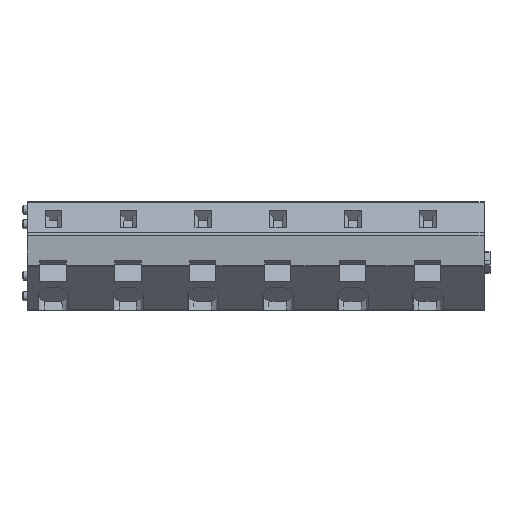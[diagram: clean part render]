
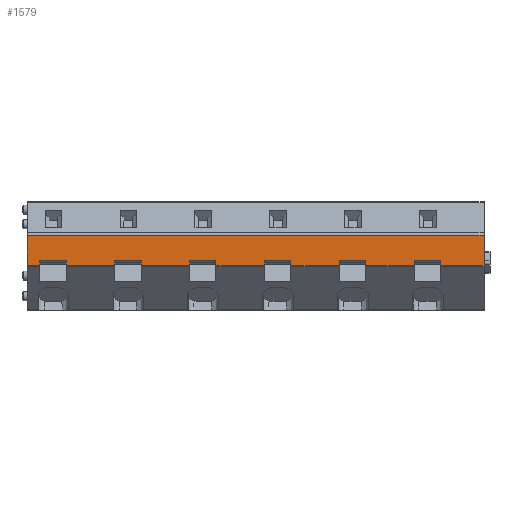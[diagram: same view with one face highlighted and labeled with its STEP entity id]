
A CAD part, top view. The second image highlights one B-rep face of the part: STEP entity #1579.
In plain terms, the highlighted planar face has unit normal (0, 0, 1).
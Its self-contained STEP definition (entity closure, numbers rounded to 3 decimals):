
#1414=AXIS2_PLACEMENT_3D('Plane Axis2P3D',#1411,#1412,#1413) ;
#1131=CARTESIAN_POINT('Vertex',(61.7,5.981,16.478)) ;
#1134=CARTESIAN_POINT('Line Origine',(5.,5.981,16.478)) ;
#1138=CARTESIAN_POINT('Vertex',(55.9,5.981,16.478)) ;
#1161=CARTESIAN_POINT('Line Origine',(5.,5.981,16.478)) ;
#1165=CARTESIAN_POINT('Vertex',(45.9,5.981,16.478)) ;
#1167=CARTESIAN_POINT('Vertex',(52.4,5.981,16.478)) ;
#1209=CARTESIAN_POINT('Vertex',(42.4,5.981,16.478)) ;
#1212=CARTESIAN_POINT('Line Origine',(5.,5.981,16.478)) ;
#1216=CARTESIAN_POINT('Vertex',(35.9,5.981,16.478)) ;
#1258=CARTESIAN_POINT('Vertex',(32.4,5.981,16.478)) ;
#1261=CARTESIAN_POINT('Line Origine',(5.,5.981,16.478)) ;
#1265=CARTESIAN_POINT('Vertex',(25.9,5.981,16.478)) ;
#1296=CARTESIAN_POINT('Vertex',(22.4,5.981,16.478)) ;
#1299=CARTESIAN_POINT('Line Origine',(5.,5.981,16.478)) ;
#1303=CARTESIAN_POINT('Vertex',(15.9,5.981,16.478)) ;
#1340=CARTESIAN_POINT('Vertex',(12.4,5.981,16.478)) ;
#1343=CARTESIAN_POINT('Line Origine',(5.,5.981,16.478)) ;
#1347=CARTESIAN_POINT('Vertex',(5.9,5.981,16.478)) ;
#1383=CARTESIAN_POINT('Vertex',(2.4,5.981,16.478)) ;
#1386=CARTESIAN_POINT('Line Origine',(5.,5.981,16.478)) ;
#1390=CARTESIAN_POINT('Vertex',(0.7,5.981,16.478)) ;
#1411=CARTESIAN_POINT('Axis2P3D Location',(0.,9.977,16.478)) ;
#1416=CARTESIAN_POINT('Line Origine',(12.4,6.311,16.478)) ;
#1420=CARTESIAN_POINT('Vertex',(12.4,6.642,16.478)) ;
#1423=CARTESIAN_POINT('Line Origine',(14.15,6.642,16.478)) ;
#1427=CARTESIAN_POINT('Vertex',(15.9,6.642,16.478)) ;
#1430=CARTESIAN_POINT('Line Origine',(15.9,6.311,16.478)) ;
#1435=CARTESIAN_POINT('Line Origine',(22.4,6.311,16.478)) ;
#1439=CARTESIAN_POINT('Vertex',(22.4,6.642,16.478)) ;
#1442=CARTESIAN_POINT('Line Origine',(24.15,6.642,16.478)) ;
#1446=CARTESIAN_POINT('Vertex',(25.9,6.642,16.478)) ;
#1449=CARTESIAN_POINT('Line Origine',(25.9,6.311,16.478)) ;
#1454=CARTESIAN_POINT('Line Origine',(32.4,6.311,16.478)) ;
#1458=CARTESIAN_POINT('Vertex',(32.4,6.642,16.478)) ;
#1461=CARTESIAN_POINT('Line Origine',(34.15,6.642,16.478)) ;
#1465=CARTESIAN_POINT('Vertex',(35.9,6.642,16.478)) ;
#1468=CARTESIAN_POINT('Line Origine',(35.9,6.311,16.478)) ;
#1473=CARTESIAN_POINT('Line Origine',(42.4,6.311,16.478)) ;
#1477=CARTESIAN_POINT('Vertex',(42.4,6.642,16.478)) ;
#1480=CARTESIAN_POINT('Line Origine',(44.15,6.642,16.478)) ;
#1484=CARTESIAN_POINT('Vertex',(45.9,6.642,16.478)) ;
#1487=CARTESIAN_POINT('Line Origine',(45.9,6.311,16.478)) ;
#1492=CARTESIAN_POINT('Line Origine',(52.4,6.311,16.478)) ;
#1496=CARTESIAN_POINT('Vertex',(52.4,6.642,16.478)) ;
#1499=CARTESIAN_POINT('Line Origine',(54.15,6.642,16.478)) ;
#1503=CARTESIAN_POINT('Vertex',(55.9,6.642,16.478)) ;
#1506=CARTESIAN_POINT('Line Origine',(55.9,6.311,16.478)) ;
#1511=CARTESIAN_POINT('Line Origine',(61.7,7.979,16.478)) ;
#1515=CARTESIAN_POINT('Vertex',(61.7,9.977,16.478)) ;
#1518=CARTESIAN_POINT('Line Origine',(31.2,9.977,16.478)) ;
#1522=CARTESIAN_POINT('Vertex',(0.7,9.977,16.478)) ;
#1525=CARTESIAN_POINT('Line Origine',(0.7,7.979,16.478)) ;
#1530=CARTESIAN_POINT('Line Origine',(2.4,6.311,16.478)) ;
#1534=CARTESIAN_POINT('Vertex',(2.4,6.642,16.478)) ;
#1537=CARTESIAN_POINT('Line Origine',(4.15,6.642,16.478)) ;
#1541=CARTESIAN_POINT('Vertex',(5.9,6.642,16.478)) ;
#1544=CARTESIAN_POINT('Line Origine',(5.9,6.311,16.478)) ;
#1135=DIRECTION('Vector Direction',(-1.,0.,0.)) ;
#1162=DIRECTION('Vector Direction',(-1.,0.,0.)) ;
#1213=DIRECTION('Vector Direction',(-1.,0.,0.)) ;
#1262=DIRECTION('Vector Direction',(-1.,0.,0.)) ;
#1300=DIRECTION('Vector Direction',(-1.,0.,0.)) ;
#1344=DIRECTION('Vector Direction',(-1.,0.,0.)) ;
#1387=DIRECTION('Vector Direction',(-1.,0.,0.)) ;
#1412=DIRECTION('Axis2P3D Direction',(-0.,0.,1.)) ;
#1413=DIRECTION('Axis2P3D XDirection',(0.,-1.,0.)) ;
#1417=DIRECTION('Vector Direction',(0.,-1.,0.)) ;
#1424=DIRECTION('Vector Direction',(-1.,0.,0.)) ;
#1431=DIRECTION('Vector Direction',(0.,-1.,0.)) ;
#1436=DIRECTION('Vector Direction',(0.,-1.,0.)) ;
#1443=DIRECTION('Vector Direction',(-1.,0.,0.)) ;
#1450=DIRECTION('Vector Direction',(0.,-1.,0.)) ;
#1455=DIRECTION('Vector Direction',(0.,-1.,0.)) ;
#1462=DIRECTION('Vector Direction',(-1.,0.,0.)) ;
#1469=DIRECTION('Vector Direction',(0.,-1.,0.)) ;
#1474=DIRECTION('Vector Direction',(0.,-1.,0.)) ;
#1481=DIRECTION('Vector Direction',(-1.,0.,0.)) ;
#1488=DIRECTION('Vector Direction',(0.,-1.,0.)) ;
#1493=DIRECTION('Vector Direction',(0.,-1.,0.)) ;
#1500=DIRECTION('Vector Direction',(-1.,0.,0.)) ;
#1507=DIRECTION('Vector Direction',(0.,-1.,0.)) ;
#1512=DIRECTION('Vector Direction',(0.,-1.,0.)) ;
#1519=DIRECTION('Vector Direction',(1.,0.,0.)) ;
#1526=DIRECTION('Vector Direction',(0.,-1.,0.)) ;
#1531=DIRECTION('Vector Direction',(0.,-1.,0.)) ;
#1538=DIRECTION('Vector Direction',(-1.,0.,0.)) ;
#1545=DIRECTION('Vector Direction',(0.,-1.,0.)) ;
#1136=VECTOR('Line Direction',#1135,1.) ;
#1163=VECTOR('Line Direction',#1162,1.) ;
#1214=VECTOR('Line Direction',#1213,1.) ;
#1263=VECTOR('Line Direction',#1262,1.) ;
#1301=VECTOR('Line Direction',#1300,1.) ;
#1345=VECTOR('Line Direction',#1344,1.) ;
#1388=VECTOR('Line Direction',#1387,1.) ;
#1418=VECTOR('Line Direction',#1417,1.) ;
#1425=VECTOR('Line Direction',#1424,1.) ;
#1432=VECTOR('Line Direction',#1431,1.) ;
#1437=VECTOR('Line Direction',#1436,1.) ;
#1444=VECTOR('Line Direction',#1443,1.) ;
#1451=VECTOR('Line Direction',#1450,1.) ;
#1456=VECTOR('Line Direction',#1455,1.) ;
#1463=VECTOR('Line Direction',#1462,1.) ;
#1470=VECTOR('Line Direction',#1469,1.) ;
#1475=VECTOR('Line Direction',#1474,1.) ;
#1482=VECTOR('Line Direction',#1481,1.) ;
#1489=VECTOR('Line Direction',#1488,1.) ;
#1494=VECTOR('Line Direction',#1493,1.) ;
#1501=VECTOR('Line Direction',#1500,1.) ;
#1508=VECTOR('Line Direction',#1507,1.) ;
#1513=VECTOR('Line Direction',#1512,1.) ;
#1520=VECTOR('Line Direction',#1519,1.) ;
#1527=VECTOR('Line Direction',#1526,1.) ;
#1532=VECTOR('Line Direction',#1531,1.) ;
#1539=VECTOR('Line Direction',#1538,1.) ;
#1546=VECTOR('Line Direction',#1545,1.) ;
#1550=ORIENTED_EDGE('',*,*,#1349,.T.) ;
#1551=ORIENTED_EDGE('',*,*,#1422,.F.) ;
#1552=ORIENTED_EDGE('',*,*,#1429,.F.) ;
#1553=ORIENTED_EDGE('',*,*,#1434,.T.) ;
#1554=ORIENTED_EDGE('',*,*,#1305,.T.) ;
#1555=ORIENTED_EDGE('',*,*,#1441,.F.) ;
#1556=ORIENTED_EDGE('',*,*,#1448,.F.) ;
#1557=ORIENTED_EDGE('',*,*,#1453,.T.) ;
#1558=ORIENTED_EDGE('',*,*,#1267,.T.) ;
#1559=ORIENTED_EDGE('',*,*,#1460,.F.) ;
#1560=ORIENTED_EDGE('',*,*,#1467,.F.) ;
#1561=ORIENTED_EDGE('',*,*,#1472,.T.) ;
#1562=ORIENTED_EDGE('',*,*,#1218,.T.) ;
#1563=ORIENTED_EDGE('',*,*,#1479,.F.) ;
#1564=ORIENTED_EDGE('',*,*,#1486,.F.) ;
#1565=ORIENTED_EDGE('',*,*,#1491,.T.) ;
#1566=ORIENTED_EDGE('',*,*,#1169,.T.) ;
#1567=ORIENTED_EDGE('',*,*,#1498,.F.) ;
#1568=ORIENTED_EDGE('',*,*,#1505,.F.) ;
#1569=ORIENTED_EDGE('',*,*,#1510,.T.) ;
#1570=ORIENTED_EDGE('',*,*,#1140,.T.) ;
#1571=ORIENTED_EDGE('',*,*,#1517,.F.) ;
#1572=ORIENTED_EDGE('',*,*,#1524,.F.) ;
#1573=ORIENTED_EDGE('',*,*,#1529,.F.) ;
#1574=ORIENTED_EDGE('',*,*,#1392,.T.) ;
#1575=ORIENTED_EDGE('',*,*,#1536,.F.) ;
#1576=ORIENTED_EDGE('',*,*,#1543,.F.) ;
#1577=ORIENTED_EDGE('',*,*,#1548,.T.) ;
#1579=ADVANCED_FACE('HOUSING',(#1578),#1415,.T.) ;
#1140=EDGE_CURVE('',#1139,#1132,#1137,.F.) ;
#1169=EDGE_CURVE('',#1166,#1168,#1164,.F.) ;
#1218=EDGE_CURVE('',#1217,#1210,#1215,.F.) ;
#1267=EDGE_CURVE('',#1266,#1259,#1264,.F.) ;
#1305=EDGE_CURVE('',#1304,#1297,#1302,.F.) ;
#1349=EDGE_CURVE('',#1348,#1341,#1346,.F.) ;
#1392=EDGE_CURVE('',#1391,#1384,#1389,.F.) ;
#1422=EDGE_CURVE('',#1421,#1341,#1419,.T.) ;
#1429=EDGE_CURVE('',#1428,#1421,#1426,.T.) ;
#1434=EDGE_CURVE('',#1428,#1304,#1433,.T.) ;
#1441=EDGE_CURVE('',#1440,#1297,#1438,.T.) ;
#1448=EDGE_CURVE('',#1447,#1440,#1445,.T.) ;
#1453=EDGE_CURVE('',#1447,#1266,#1452,.T.) ;
#1460=EDGE_CURVE('',#1459,#1259,#1457,.T.) ;
#1467=EDGE_CURVE('',#1466,#1459,#1464,.T.) ;
#1472=EDGE_CURVE('',#1466,#1217,#1471,.T.) ;
#1479=EDGE_CURVE('',#1478,#1210,#1476,.T.) ;
#1486=EDGE_CURVE('',#1485,#1478,#1483,.T.) ;
#1491=EDGE_CURVE('',#1485,#1166,#1490,.T.) ;
#1498=EDGE_CURVE('',#1497,#1168,#1495,.T.) ;
#1505=EDGE_CURVE('',#1504,#1497,#1502,.T.) ;
#1510=EDGE_CURVE('',#1504,#1139,#1509,.T.) ;
#1517=EDGE_CURVE('',#1516,#1132,#1514,.T.) ;
#1524=EDGE_CURVE('',#1523,#1516,#1521,.T.) ;
#1529=EDGE_CURVE('',#1391,#1523,#1528,.F.) ;
#1536=EDGE_CURVE('',#1535,#1384,#1533,.T.) ;
#1543=EDGE_CURVE('',#1542,#1535,#1540,.T.) ;
#1548=EDGE_CURVE('',#1542,#1348,#1547,.T.) ;
#1549=EDGE_LOOP('',(#1550,#1551,#1552,#1553,#1554,#1555,#1556,#1557,#1558,#1559,#1560,#1561,#1562,#1563,#1564,#1565,#1566,#1567,#1568,#1569,#1570,#1571,#1572,#1573,#1574,#1575,#1576,#1577)) ;
#1578=FACE_OUTER_BOUND('',#1549,.T.) ;
#1137=LINE('Line',#1134,#1136) ;
#1164=LINE('Line',#1161,#1163) ;
#1215=LINE('Line',#1212,#1214) ;
#1264=LINE('Line',#1261,#1263) ;
#1302=LINE('Line',#1299,#1301) ;
#1346=LINE('Line',#1343,#1345) ;
#1389=LINE('Line',#1386,#1388) ;
#1419=LINE('Line',#1416,#1418) ;
#1426=LINE('Line',#1423,#1425) ;
#1433=LINE('Line',#1430,#1432) ;
#1438=LINE('Line',#1435,#1437) ;
#1445=LINE('Line',#1442,#1444) ;
#1452=LINE('Line',#1449,#1451) ;
#1457=LINE('Line',#1454,#1456) ;
#1464=LINE('Line',#1461,#1463) ;
#1471=LINE('Line',#1468,#1470) ;
#1476=LINE('Line',#1473,#1475) ;
#1483=LINE('Line',#1480,#1482) ;
#1490=LINE('Line',#1487,#1489) ;
#1495=LINE('Line',#1492,#1494) ;
#1502=LINE('Line',#1499,#1501) ;
#1509=LINE('Line',#1506,#1508) ;
#1514=LINE('Line',#1511,#1513) ;
#1521=LINE('Line',#1518,#1520) ;
#1528=LINE('Line',#1525,#1527) ;
#1533=LINE('Line',#1530,#1532) ;
#1540=LINE('Line',#1537,#1539) ;
#1547=LINE('Line',#1544,#1546) ;
#1415=PLANE('',#1414) ;
#1132=VERTEX_POINT('',#1131) ;
#1139=VERTEX_POINT('',#1138) ;
#1166=VERTEX_POINT('',#1165) ;
#1168=VERTEX_POINT('',#1167) ;
#1210=VERTEX_POINT('',#1209) ;
#1217=VERTEX_POINT('',#1216) ;
#1259=VERTEX_POINT('',#1258) ;
#1266=VERTEX_POINT('',#1265) ;
#1297=VERTEX_POINT('',#1296) ;
#1304=VERTEX_POINT('',#1303) ;
#1341=VERTEX_POINT('',#1340) ;
#1348=VERTEX_POINT('',#1347) ;
#1384=VERTEX_POINT('',#1383) ;
#1391=VERTEX_POINT('',#1390) ;
#1421=VERTEX_POINT('',#1420) ;
#1428=VERTEX_POINT('',#1427) ;
#1440=VERTEX_POINT('',#1439) ;
#1447=VERTEX_POINT('',#1446) ;
#1459=VERTEX_POINT('',#1458) ;
#1466=VERTEX_POINT('',#1465) ;
#1478=VERTEX_POINT('',#1477) ;
#1485=VERTEX_POINT('',#1484) ;
#1497=VERTEX_POINT('',#1496) ;
#1504=VERTEX_POINT('',#1503) ;
#1516=VERTEX_POINT('',#1515) ;
#1523=VERTEX_POINT('',#1522) ;
#1535=VERTEX_POINT('',#1534) ;
#1542=VERTEX_POINT('',#1541) ;
